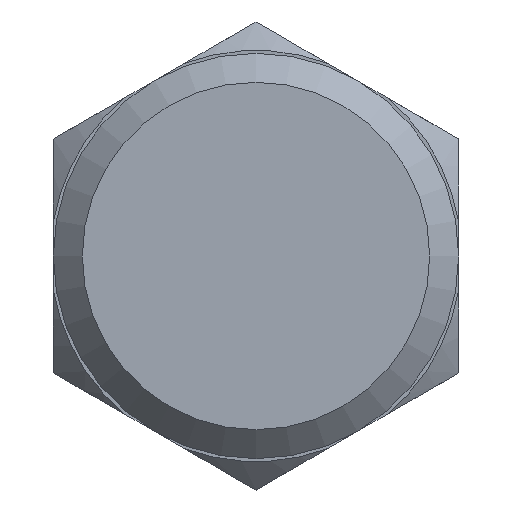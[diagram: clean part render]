
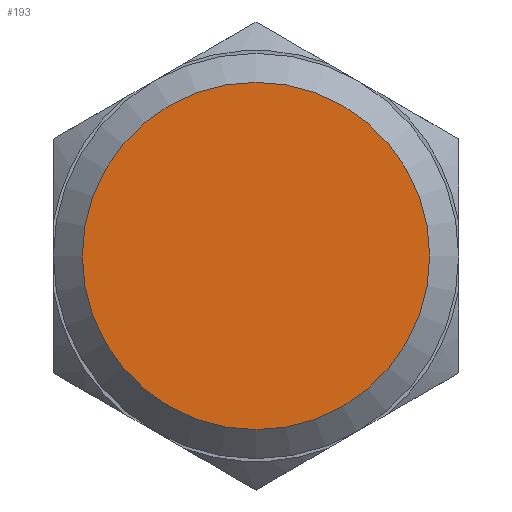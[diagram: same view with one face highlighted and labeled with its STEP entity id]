
A CAD part, left-side view. The second image highlights one B-rep face of the part: STEP entity #193.
In plain terms, the highlighted planar face has unit normal (-1, 0, 0).
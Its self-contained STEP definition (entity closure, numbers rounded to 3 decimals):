
#103 = AXIS2_PLACEMENT_3D ( 'NONE', #1174, #1178, #1181 ) ;
#193 = ADVANCED_FACE ( 'NONE', ( #249 ), #675, .F. ) ;
#249 = FACE_OUTER_BOUND ( 'NONE', #852, .T. ) ;
#304 = VERTEX_POINT ( 'NONE', #986 ) ;
#675 = PLANE ( 'NONE',  #908 ) ;
#681 = EDGE_CURVE ( 'NONE', #304, #304, #845, .T. ) ;
#726 = CARTESIAN_POINT ( 'NONE',  ( 0., 0., 0. ) ) ;
#727 = DIRECTION ( 'NONE',  ( 1., 0., 0. ) ) ;
#728 = DIRECTION ( 'NONE',  ( 0., 0., -1. ) ) ;
#845 = CIRCLE ( 'NONE', #103, 3. ) ;
#852 = EDGE_LOOP ( 'NONE', ( #875 ) ) ;
#875 = ORIENTED_EDGE ( 'NONE', *, *, #681, .T. ) ;
#908 = AXIS2_PLACEMENT_3D ( 'NONE', #726, #727, #728 ) ;
#986 = CARTESIAN_POINT ( 'NONE',  ( 0., 0., -3. ) ) ;
#1174 = CARTESIAN_POINT ( 'NONE',  ( 0., 0., 0. ) ) ;
#1178 = DIRECTION ( 'NONE',  ( -1., 0., 0. ) ) ;
#1181 = DIRECTION ( 'NONE',  ( 0., 0., -1. ) ) ;
